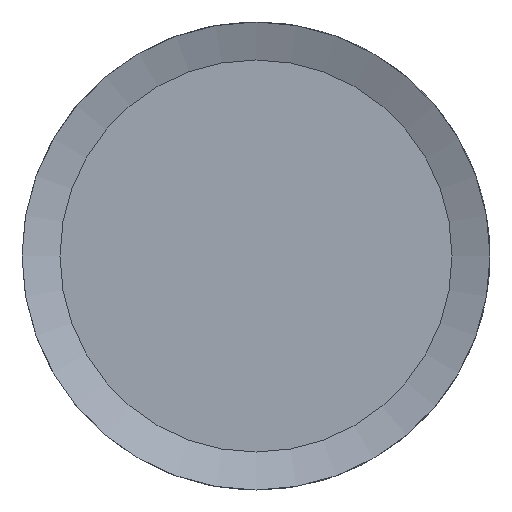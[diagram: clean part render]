
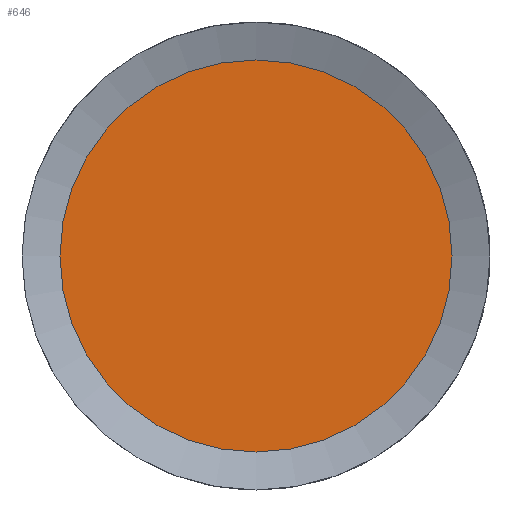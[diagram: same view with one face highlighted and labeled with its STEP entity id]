
A CAD part, left-side view. The second image highlights one B-rep face of the part: STEP entity #646.
In plain terms, the highlighted planar face has unit normal (-1, 0, 0).
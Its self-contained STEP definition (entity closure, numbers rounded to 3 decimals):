
#646 = ADVANCED_FACE( '', ( #1297 ), #1298, .F. );
#1297 = FACE_OUTER_BOUND( '', #1942, .T. );
#1298 = PLANE( '', #1943 );
#1942 = EDGE_LOOP( '', ( #3818 ) );
#1943 = AXIS2_PLACEMENT_3D( '', #3819, #3820, #3821 );
#3818 = ORIENTED_EDGE( '', *, *, #4553, .F. );
#3819 = CARTESIAN_POINT( '', ( 1.123, 0., 0. ) );
#3820 = DIRECTION( '', ( 1., 0., 0. ) );
#3821 = DIRECTION( '', ( 0., 1., 0. ) );
#4553 = EDGE_CURVE( '', #5618, #5618, #5619, .T. );
#5618 = VERTEX_POINT( '', #6920 );
#5619 = CIRCLE( '', #6921, 15.915 );
#6920 = CARTESIAN_POINT( '', ( 1.123, 15.915, 0. ) );
#6921 = AXIS2_PLACEMENT_3D( '', #8048, #8049, #8050 );
#8048 = CARTESIAN_POINT( '', ( 1.123, 0., 0. ) );
#8049 = DIRECTION( '', ( 1., 0., 0. ) );
#8050 = DIRECTION( '', ( 0., 1., 0. ) );
